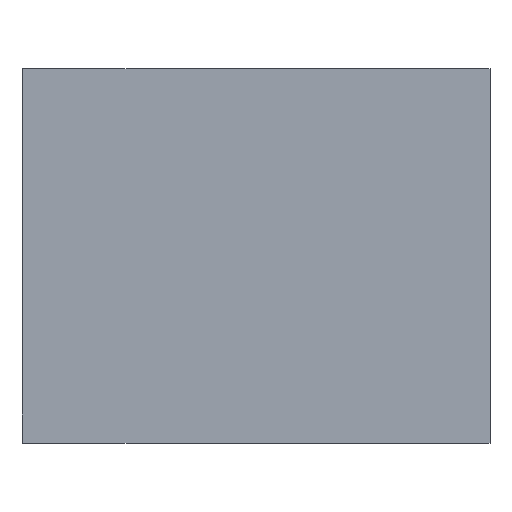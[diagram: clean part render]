
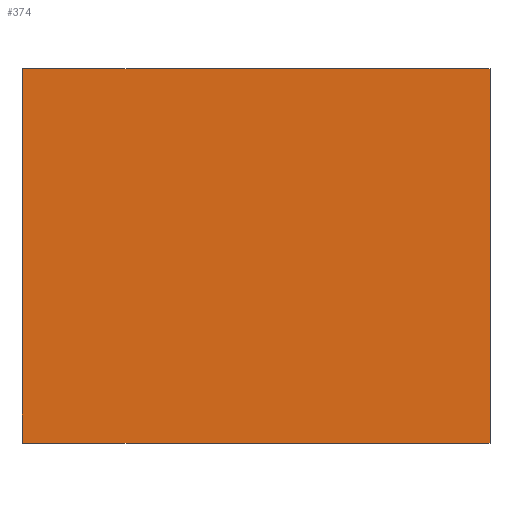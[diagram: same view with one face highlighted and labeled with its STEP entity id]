
A CAD part, top view. The second image highlights one B-rep face of the part: STEP entity #374.
In plain terms, the highlighted planar face has unit normal (0, 0, 1).
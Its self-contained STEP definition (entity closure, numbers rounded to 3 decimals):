
#374 = ADVANCED_FACE( '', ( #797 ), #798, .T. );
#797 = FACE_OUTER_BOUND( '', #1223, .T. );
#798 = PLANE( '', #1224 );
#1223 = EDGE_LOOP( '', ( #2802, #2803, #2804, #2805 ) );
#1224 = AXIS2_PLACEMENT_3D( '', #2806, #2807, #2808 );
#2802 = ORIENTED_EDGE( '', *, *, #3285, .T. );
#2803 = ORIENTED_EDGE( '', *, *, #3326, .T. );
#2804 = ORIENTED_EDGE( '', *, *, #3314, .T. );
#2805 = ORIENTED_EDGE( '', *, *, #3312, .T. );
#2806 = CARTESIAN_POINT( '', ( -37.5, -30., 31. ) );
#2807 = DIRECTION( '', ( 0., 0., 1. ) );
#2808 = DIRECTION( '', ( 1., 0., 0. ) );
#3285 = EDGE_CURVE( '', #4091, #4089, #4092, .T. );
#3312 = EDGE_CURVE( '', #4137, #4091, #4138, .T. );
#3314 = EDGE_CURVE( '', #4140, #4137, #4141, .T. );
#3326 = EDGE_CURVE( '', #4089, #4140, #4160, .T. );
#4089 = VERTEX_POINT( '', #5270 );
#4091 = VERTEX_POINT( '', #5273 );
#4092 = LINE( '', #5274, #5275 );
#4137 = VERTEX_POINT( '', #5334 );
#4138 = LINE( '', #5335, #5336 );
#4140 = VERTEX_POINT( '', #5339 );
#4141 = LINE( '', #5340, #5341 );
#4160 = LINE( '', #5366, #5367 );
#5270 = CARTESIAN_POINT( '', ( -37.5, -30., 31. ) );
#5273 = CARTESIAN_POINT( '', ( -37.5, 30., 31. ) );
#5274 = CARTESIAN_POINT( '', ( -37.5, 30., 31. ) );
#5275 = VECTOR( '', #6045, 1000. );
#5334 = CARTESIAN_POINT( '', ( 37.5, 30., 31. ) );
#5335 = CARTESIAN_POINT( '', ( 37.5, 30., 31. ) );
#5336 = VECTOR( '', #6096, 1000. );
#5339 = CARTESIAN_POINT( '', ( 37.5, -30., 31. ) );
#5340 = CARTESIAN_POINT( '', ( 37.5, -30., 31. ) );
#5341 = VECTOR( '', #6098, 1000. );
#5366 = CARTESIAN_POINT( '', ( -37.5, -30., 31. ) );
#5367 = VECTOR( '', #6120, 1000. );
#6045 = DIRECTION( '', ( 0., -1., 0. ) );
#6096 = DIRECTION( '', ( -1., 0., 0. ) );
#6098 = DIRECTION( '', ( 0., 1., 0. ) );
#6120 = DIRECTION( '', ( 1., 0., 0. ) );
